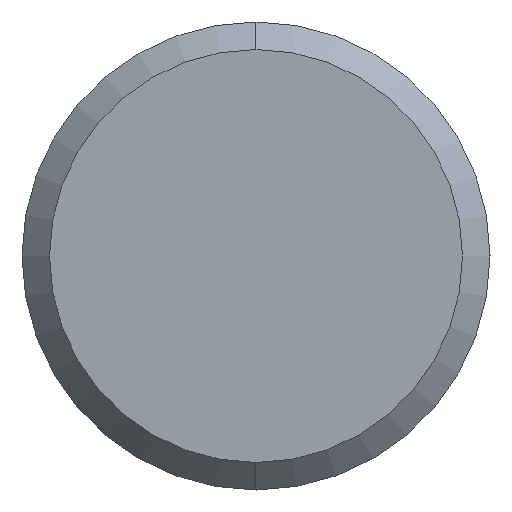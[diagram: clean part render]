
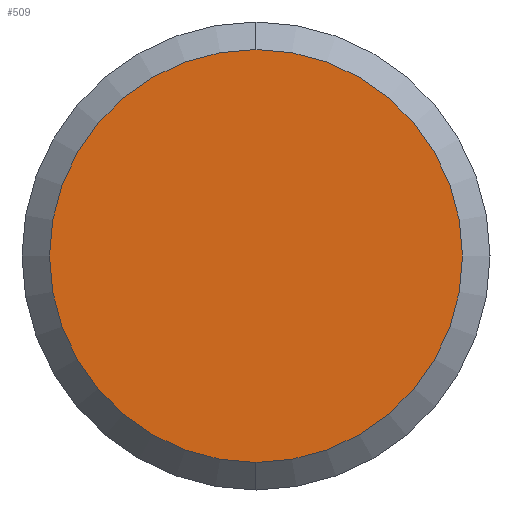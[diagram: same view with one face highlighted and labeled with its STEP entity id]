
A CAD part, left-side view. The second image highlights one B-rep face of the part: STEP entity #509.
In plain terms, the highlighted planar face has unit normal (-1, 0, 0).
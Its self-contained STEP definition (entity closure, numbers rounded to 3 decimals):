
#13 = ORIENTED_EDGE ( 'NONE', *, *, #388, .T. ) ;
#79 = EDGE_CURVE ( 'NONE', #465, #647, #658, .T. ) ;
#89 = DIRECTION ( 'NONE',  ( 0., 0., 1. ) ) ;
#94 = DIRECTION ( 'NONE',  ( -1., 0., 0. ) ) ;
#96 = CARTESIAN_POINT ( 'NONE',  ( 0., 0., 0. ) ) ;
#109 = FACE_OUTER_BOUND ( 'NONE', #148, .T. ) ;
#124 = AXIS2_PLACEMENT_3D ( 'NONE', #96, #605, #244 ) ;
#148 = EDGE_LOOP ( 'NONE', ( #513, #13 ) ) ;
#228 = CARTESIAN_POINT ( 'NONE',  ( 0., 0., 0. ) ) ;
#244 = DIRECTION ( 'NONE',  ( 0., 0., 1. ) ) ;
#323 = CARTESIAN_POINT ( 'NONE',  ( 0., 0., -7.5 ) ) ;
#327 = CIRCLE ( 'NONE', #587, 7.5 ) ;
#331 = CARTESIAN_POINT ( 'NONE',  ( 0., 0., 7.5 ) ) ;
#388 = EDGE_CURVE ( 'NONE', #647, #465, #327, .T. ) ;
#421 = DIRECTION ( 'NONE',  ( -1., 0., 0. ) ) ;
#442 = PLANE ( 'NONE',  #641 ) ;
#465 = VERTEX_POINT ( 'NONE', #323 ) ;
#509 = ADVANCED_FACE ( 'NONE', ( #109 ), #442, .T. ) ;
#513 = ORIENTED_EDGE ( 'NONE', *, *, #79, .T. ) ;
#584 = CARTESIAN_POINT ( 'NONE',  ( 0., 8.5, 0. ) ) ;
#587 = AXIS2_PLACEMENT_3D ( 'NONE', #228, #421, #629 ) ;
#605 = DIRECTION ( 'NONE',  ( -1., 0., 0. ) ) ;
#629 = DIRECTION ( 'NONE',  ( 0., 0., 1. ) ) ;
#641 = AXIS2_PLACEMENT_3D ( 'NONE', #584, #94, #89 ) ;
#647 = VERTEX_POINT ( 'NONE', #331 ) ;
#658 = CIRCLE ( 'NONE', #124, 7.5 ) ;
